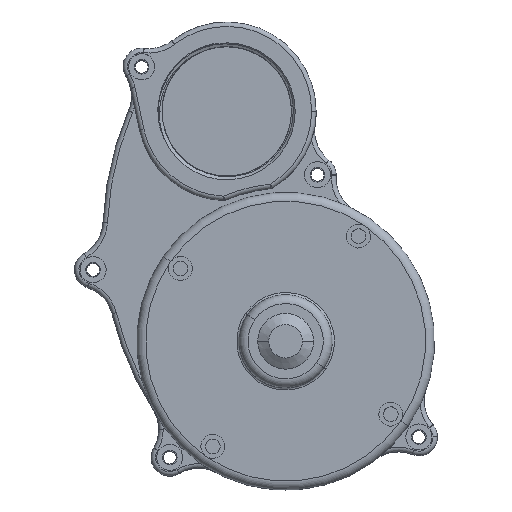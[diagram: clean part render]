
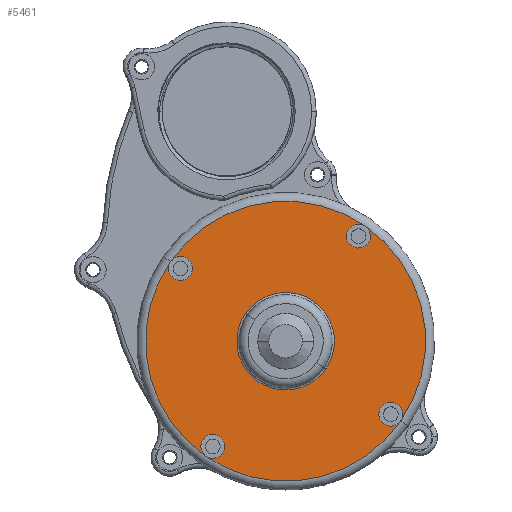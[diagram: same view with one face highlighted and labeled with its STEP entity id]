
A CAD part, top view. The second image highlights one B-rep face of the part: STEP entity #5461.
In plain terms, the highlighted face is planar.
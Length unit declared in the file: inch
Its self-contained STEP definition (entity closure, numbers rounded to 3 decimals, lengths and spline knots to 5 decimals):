
#91 = CARTESIAN_POINT ( 'NONE',  ( 0.365, 0., -1.88 ) ) ;
#452 = CARTESIAN_POINT ( 'NONE',  ( 0.365, 1.718, 0. ) ) ;
#527 = CIRCLE ( 'NONE', #11056, 0.16 ) ;
#554 = CARTESIAN_POINT ( 'NONE',  ( 0.365, 0., -1.7175 ) ) ;
#593 = DIRECTION ( 'NONE',  ( 0., 0., -1. ) ) ;
#596 = EDGE_LOOP ( 'NONE', ( #2239, #10847 ) ) ;
#611 = VERTEX_POINT ( 'NONE', #8193 ) ;
#621 = AXIS2_PLACEMENT_3D ( 'NONE', #6306, #10775, #593 ) ;
#754 = DIRECTION ( 'NONE',  ( 0., 0., 1. ) ) ;
#822 = EDGE_CURVE ( 'NONE', #611, #8898, #1428, .T. ) ;
#907 = AXIS2_PLACEMENT_3D ( 'NONE', #12407, #6838, #11454 ) ;
#918 = ORIENTED_EDGE ( 'NONE', *, *, #10720, .T. ) ;
#949 = DIRECTION ( 'NONE',  ( -1., 0., 0. ) ) ;
#1365 = VERTEX_POINT ( 'NONE', #11032 ) ;
#1428 = CIRCLE ( 'NONE', #12911, 0.16 ) ;
#1559 = VERTEX_POINT ( 'NONE', #11596 ) ;
#1724 = DIRECTION ( 'NONE',  ( -1., 0., 0. ) ) ;
#1833 = CARTESIAN_POINT ( 'NONE',  ( 0.365, -1.717, 0.16 ) ) ;
#1856 = ORIENTED_EDGE ( 'NONE', *, *, #13221, .F. ) ;
#1898 = EDGE_LOOP ( 'NONE', ( #12288, #918 ) ) ;
#1963 = CARTESIAN_POINT ( 'NONE',  ( 0.365, -1.717, 0. ) ) ;
#2239 = ORIENTED_EDGE ( 'NONE', *, *, #3024, .F. ) ;
#2272 = CARTESIAN_POINT ( 'NONE',  ( 0.365, 0., -0.655 ) ) ;
#2418 = EDGE_LOOP ( 'NONE', ( #1856, #12332 ) ) ;
#2939 = FACE_BOUND ( 'NONE', #13407, .T. ) ;
#3010 = CARTESIAN_POINT ( 'NONE',  ( 0.365, 0., 0. ) ) ;
#3013 = FACE_BOUND ( 'NONE', #596, .T. ) ;
#3024 = EDGE_CURVE ( 'NONE', #3426, #1559, #527, .T. ) ;
#3056 = CIRCLE ( 'NONE', #5413, 0.655 ) ;
#3250 = AXIS2_PLACEMENT_3D ( 'NONE', #1963, #3957, #8547 ) ;
#3322 = ORIENTED_EDGE ( 'NONE', *, *, #11800, .F. ) ;
#3383 = VERTEX_POINT ( 'NONE', #5583 ) ;
#3426 = VERTEX_POINT ( 'NONE', #9974 ) ;
#3957 = DIRECTION ( 'NONE',  ( -1., 0., 0. ) ) ;
#3986 = AXIS2_PLACEMENT_3D ( 'NONE', #452, #7179, #4931 ) ;
#4084 = VERTEX_POINT ( 'NONE', #91 ) ;
#4163 = CIRCLE ( 'NONE', #9066, 0.16 ) ;
#4432 = CIRCLE ( 'NONE', #14013, 1.88 ) ;
#4816 = VERTEX_POINT ( 'NONE', #1833 ) ;
#4931 = DIRECTION ( 'NONE',  ( 0., 0., 1. ) ) ;
#4969 = CIRCLE ( 'NONE', #12922, 0.16 ) ;
#5413 = AXIS2_PLACEMENT_3D ( 'NONE', #3010, #949, #13332 ) ;
#5461 = ADVANCED_FACE ( 'NONE', ( #10564, #11812, #2939, #3013, #8495, #7182 ), #12768, .F. ) ;
#5583 = CARTESIAN_POINT ( 'NONE',  ( 0.365, 0., 1.88 ) ) ;
#5864 = CARTESIAN_POINT ( 'NONE',  ( 0.365, 0., -1.8775 ) ) ;
#5910 = AXIS2_PLACEMENT_3D ( 'NONE', #8245, #1724, #7004 ) ;
#5913 = EDGE_LOOP ( 'NONE', ( #14292, #10031 ) ) ;
#5940 = CARTESIAN_POINT ( 'NONE',  ( 0.365, 0., 0. ) ) ;
#5990 = DIRECTION ( 'NONE',  ( -1., 0., 0. ) ) ;
#6268 = CARTESIAN_POINT ( 'NONE',  ( 0.365, 0., 0.655 ) ) ;
#6306 = CARTESIAN_POINT ( 'NONE',  ( 0.365, 0.655, 0. ) ) ;
#6650 = VERTEX_POINT ( 'NONE', #2272 ) ;
#6720 = DIRECTION ( 'NONE',  ( -1., 0., 0. ) ) ;
#6783 = CIRCLE ( 'NONE', #12408, 0.655 ) ;
#6838 = DIRECTION ( 'NONE',  ( -1., 0., 0. ) ) ;
#6862 = CARTESIAN_POINT ( 'NONE',  ( 0.365, 0., -1.7175 ) ) ;
#6934 = VERTEX_POINT ( 'NONE', #5864 ) ;
#7004 = DIRECTION ( 'NONE',  ( 0., 0., 1. ) ) ;
#7100 = DIRECTION ( 'NONE',  ( -1., 0., 0. ) ) ;
#7179 = DIRECTION ( 'NONE',  ( -1., 0., 0. ) ) ;
#7182 = FACE_OUTER_BOUND ( 'NONE', #1898, .T. ) ;
#7236 = DIRECTION ( 'NONE',  ( -1., 0., 0. ) ) ;
#7318 = EDGE_CURVE ( 'NONE', #6934, #1365, #13708, .T. ) ;
#7376 = DIRECTION ( 'NONE',  ( 0., 0., 1. ) ) ;
#7631 = DIRECTION ( 'NONE',  ( -1., 0., 0. ) ) ;
#8193 = CARTESIAN_POINT ( 'NONE',  ( 0.365, 1.718, 0.16 ) ) ;
#8245 = CARTESIAN_POINT ( 'NONE',  ( 0.365, 0., 0. ) ) ;
#8363 = CARTESIAN_POINT ( 'NONE',  ( 0.365, 0., 0. ) ) ;
#8495 = FACE_BOUND ( 'NONE', #5913, .T. ) ;
#8547 = DIRECTION ( 'NONE',  ( 0., 0., 1. ) ) ;
#8898 = VERTEX_POINT ( 'NONE', #9358 ) ;
#8981 = DIRECTION ( 'NONE',  ( 0., 0., 1. ) ) ;
#9066 = AXIS2_PLACEMENT_3D ( 'NONE', #12610, #7100, #10257 ) ;
#9358 = CARTESIAN_POINT ( 'NONE',  ( 0.365, 1.718, -0.16 ) ) ;
#9915 = EDGE_CURVE ( 'NONE', #11666, #4816, #12120, .T. ) ;
#9974 = CARTESIAN_POINT ( 'NONE',  ( 0.365, 0., 1.8775 ) ) ;
#10005 = ORIENTED_EDGE ( 'NONE', *, *, #822, .F. ) ;
#10031 = ORIENTED_EDGE ( 'NONE', *, *, #11903, .F. ) ;
#10257 = DIRECTION ( 'NONE',  ( 0., 0., 1. ) ) ;
#10293 = CIRCLE ( 'NONE', #3986, 0.16 ) ;
#10404 = DIRECTION ( 'NONE',  ( -1., 0., 0. ) ) ;
#10449 = DIRECTION ( 'NONE',  ( 0., 0., 1. ) ) ;
#10487 = ORIENTED_EDGE ( 'NONE', *, *, #9915, .F. ) ;
#10564 = FACE_BOUND ( 'NONE', #2418, .T. ) ;
#10629 = CARTESIAN_POINT ( 'NONE',  ( 0.365, -1.717, -0.16 ) ) ;
#10720 = EDGE_CURVE ( 'NONE', #4084, #3383, #4432, .T. ) ;
#10775 = DIRECTION ( 'NONE',  ( 1., 0., 0. ) ) ;
#10847 = ORIENTED_EDGE ( 'NONE', *, *, #11283, .F. ) ;
#11020 = EDGE_CURVE ( 'NONE', #4816, #11666, #4163, .T. ) ;
#11032 = CARTESIAN_POINT ( 'NONE',  ( 0.365, 0., -1.5575 ) ) ;
#11056 = AXIS2_PLACEMENT_3D ( 'NONE', #13224, #7631, #12045 ) ;
#11135 = ORIENTED_EDGE ( 'NONE', *, *, #11020, .F. ) ;
#11283 = EDGE_CURVE ( 'NONE', #1559, #3426, #12359, .T. ) ;
#11454 = DIRECTION ( 'NONE',  ( 0., 0., 1. ) ) ;
#11465 = EDGE_CURVE ( 'NONE', #13654, #6650, #6783, .T. ) ;
#11596 = CARTESIAN_POINT ( 'NONE',  ( 0.365, 0., 1.5575 ) ) ;
#11666 = VERTEX_POINT ( 'NONE', #10629 ) ;
#11800 = EDGE_CURVE ( 'NONE', #8898, #611, #10293, .T. ) ;
#11812 = FACE_BOUND ( 'NONE', #12857, .T. ) ;
#11903 = EDGE_CURVE ( 'NONE', #6650, #13654, #3056, .T. ) ;
#12045 = DIRECTION ( 'NONE',  ( 0., 0., 1. ) ) ;
#12120 = CIRCLE ( 'NONE', #3250, 0.16 ) ;
#12285 = AXIS2_PLACEMENT_3D ( 'NONE', #554, #5990, #10449 ) ;
#12288 = ORIENTED_EDGE ( 'NONE', *, *, #13424, .T. ) ;
#12332 = ORIENTED_EDGE ( 'NONE', *, *, #7318, .F. ) ;
#12359 = CIRCLE ( 'NONE', #907, 0.16 ) ;
#12407 = CARTESIAN_POINT ( 'NONE',  ( 0.365, 0., 1.7175 ) ) ;
#12408 = AXIS2_PLACEMENT_3D ( 'NONE', #8363, #12783, #754 ) ;
#12610 = CARTESIAN_POINT ( 'NONE',  ( 0.365, -1.717, 0. ) ) ;
#12678 = DIRECTION ( 'NONE',  ( 0., 0., 1. ) ) ;
#12768 = PLANE ( 'NONE',  #621 ) ;
#12783 = DIRECTION ( 'NONE',  ( -1., 0., 0. ) ) ;
#12857 = EDGE_LOOP ( 'NONE', ( #10005, #3322 ) ) ;
#12911 = AXIS2_PLACEMENT_3D ( 'NONE', #13032, #7236, #7376 ) ;
#12922 = AXIS2_PLACEMENT_3D ( 'NONE', #6862, #6720, #8981 ) ;
#12930 = CIRCLE ( 'NONE', #5910, 1.88 ) ;
#13032 = CARTESIAN_POINT ( 'NONE',  ( 0.365, 1.718, 0. ) ) ;
#13221 = EDGE_CURVE ( 'NONE', #1365, #6934, #4969, .T. ) ;
#13224 = CARTESIAN_POINT ( 'NONE',  ( 0.365, 0., 1.7175 ) ) ;
#13332 = DIRECTION ( 'NONE',  ( 0., 0., 1. ) ) ;
#13407 = EDGE_LOOP ( 'NONE', ( #11135, #10487 ) ) ;
#13424 = EDGE_CURVE ( 'NONE', #3383, #4084, #12930, .T. ) ;
#13654 = VERTEX_POINT ( 'NONE', #6268 ) ;
#13708 = CIRCLE ( 'NONE', #12285, 0.16 ) ;
#14013 = AXIS2_PLACEMENT_3D ( 'NONE', #5940, #10404, #12678 ) ;
#14292 = ORIENTED_EDGE ( 'NONE', *, *, #11465, .F. ) ;
